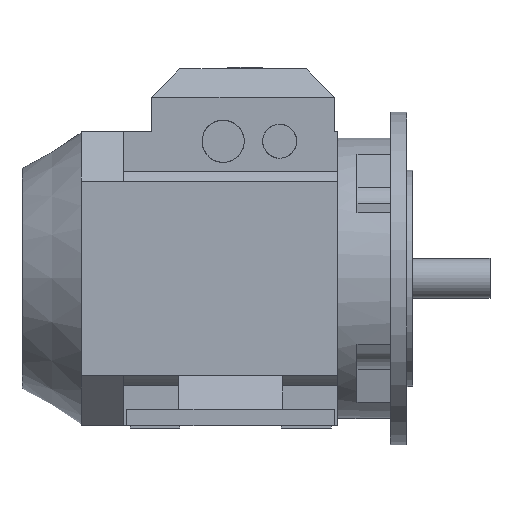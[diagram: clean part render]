
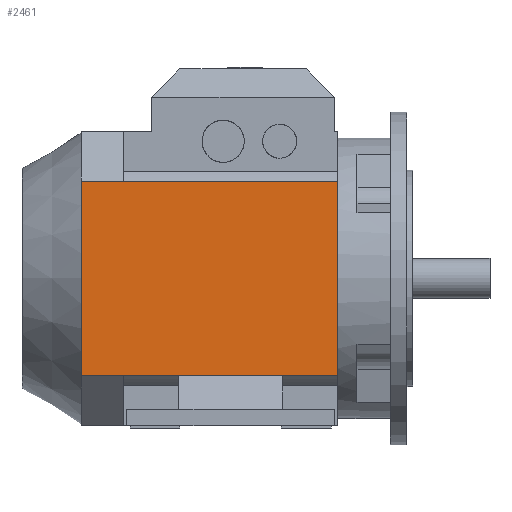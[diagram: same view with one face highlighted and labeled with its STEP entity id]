
A CAD part, left-side view. The second image highlights one B-rep face of the part: STEP entity #2461.
In plain terms, the highlighted planar face has unit normal (-1, 0, 0).
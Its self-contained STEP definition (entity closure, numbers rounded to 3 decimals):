
#177=PLANE('',#7911);
#2461=ADVANCED_FACE('',(#2665),#177,.T.);
#2665=FACE_OUTER_BOUND('',#2933,.T.);
#2933=EDGE_LOOP('',(#5451,#5452,#5453,#5454));
#3661=LINE('',#12598,#4449);
#3662=LINE('',#12601,#4450);
#3663=LINE('',#12603,#4451);
#3664=LINE('',#12605,#4452);
#4449=VECTOR('',#9193,1.);
#4450=VECTOR('',#9194,1.);
#4451=VECTOR('',#9195,1.);
#4452=VECTOR('',#9196,1.);
#5451=ORIENTED_EDGE('',*,*,#7455,.T.);
#5452=ORIENTED_EDGE('',*,*,#7456,.T.);
#5453=ORIENTED_EDGE('',*,*,#7457,.T.);
#5454=ORIENTED_EDGE('',*,*,#7458,.T.);
#6453=VERTEX_POINT('',#12599);
#6454=VERTEX_POINT('',#12600);
#6455=VERTEX_POINT('',#12602);
#6456=VERTEX_POINT('',#12604);
#7455=EDGE_CURVE('',#6453,#6454,#3661,.T.);
#7456=EDGE_CURVE('',#6454,#6455,#3662,.T.);
#7457=EDGE_CURVE('',#6455,#6456,#3663,.T.);
#7458=EDGE_CURVE('',#6456,#6453,#3664,.T.);
#7911=AXIS2_PLACEMENT_3D('',#12606,#9197,#9198);
#9193=DIRECTION('',(0.,0.,1.));
#9194=DIRECTION('',(0.,1.,0.));
#9195=DIRECTION('',(0.,0.,-1.));
#9196=DIRECTION('',(0.,-1.,0.));
#9197=DIRECTION('',(-1.,0.,0.));
#9198=DIRECTION('',(0.,0.,-1.));
#12598=CARTESIAN_POINT('',(-88.5,-154.5,-58.578));
#12599=CARTESIAN_POINT('',(-88.5,-154.5,-58.578));
#12600=CARTESIAN_POINT('',(-88.5,-154.5,58.578));
#12601=CARTESIAN_POINT('',(-88.5,-154.5,58.578));
#12602=CARTESIAN_POINT('',(-88.5,0.,58.578));
#12603=CARTESIAN_POINT('',(-88.5,0.,-58.578));
#12604=CARTESIAN_POINT('',(-88.5,0.,-58.578));
#12605=CARTESIAN_POINT('',(-88.5,-154.5,-58.578));
#12606=CARTESIAN_POINT('',(-88.5,-154.5,-58.578));
